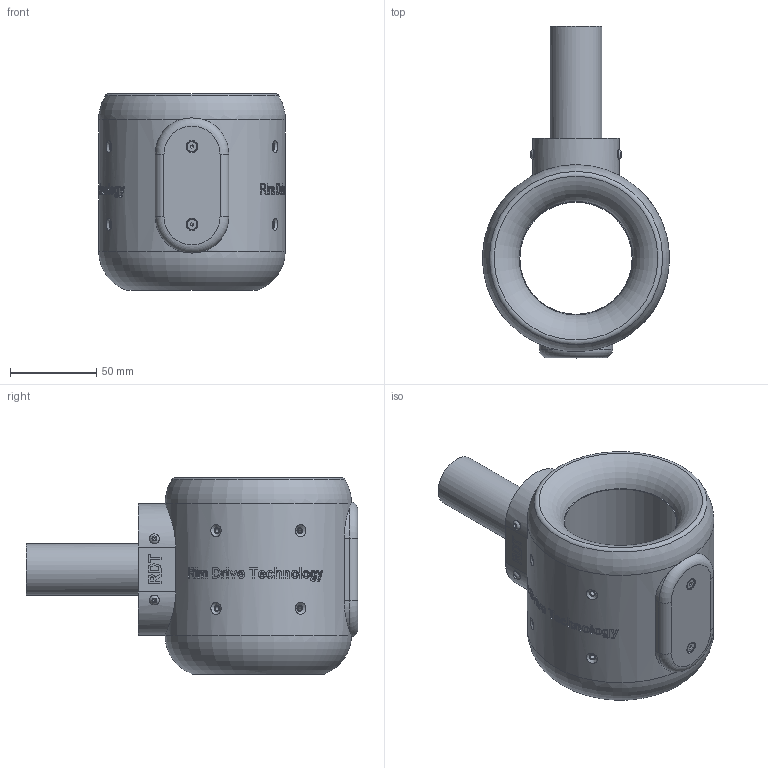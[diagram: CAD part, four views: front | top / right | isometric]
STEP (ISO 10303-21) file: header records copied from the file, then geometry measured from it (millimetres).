
FILE_DESCRIPTION (( 'STEP AP214' ), '1' );
FILE_NAME ('P-065-030-rev-C-PR.STEP', '2026-04-07T14:52:09', ( '' ), ( '' ), 'SwSTEP 2.0', 'SolidWorks 2024', '' );
FILE_SCHEMA (( 'AUTOMOTIVE_DESIGN' ));
Length unit declared in the file: millimetre
Products named in the file (1): P-065-030-rev-C-PR
Bounding box: 108 x 192.01 x 113.69 mm (x, y, z)
Volume: 716674.7 mm3; surface area: 80079.3 mm2
Topology: 1 solids, 1 shells, 742 faces, 1911 edges, 1251 vertices
Faces by surface type: bspline 363, plane 239, cylinder 96, cone 32, torus 8, sphere 4
Full cylindrical faces by diameter (mm): 2.5 x8, 3.4 x8, 5.7 x6, 6.8 x6, 30 x1, 65 x1
Entity records: 69899 total; most frequent: CARTESIAN_POINT 52471, ORIENTED_EDGE 3618, EDGE_CURVE 1809, DIRECTION 1668, VERTEX_POINT 1217, B_SPLINE_CURVE_WITH_KNOTS 1114, EDGE_LOOP 892, FACE_OUTER_BOUND 782
